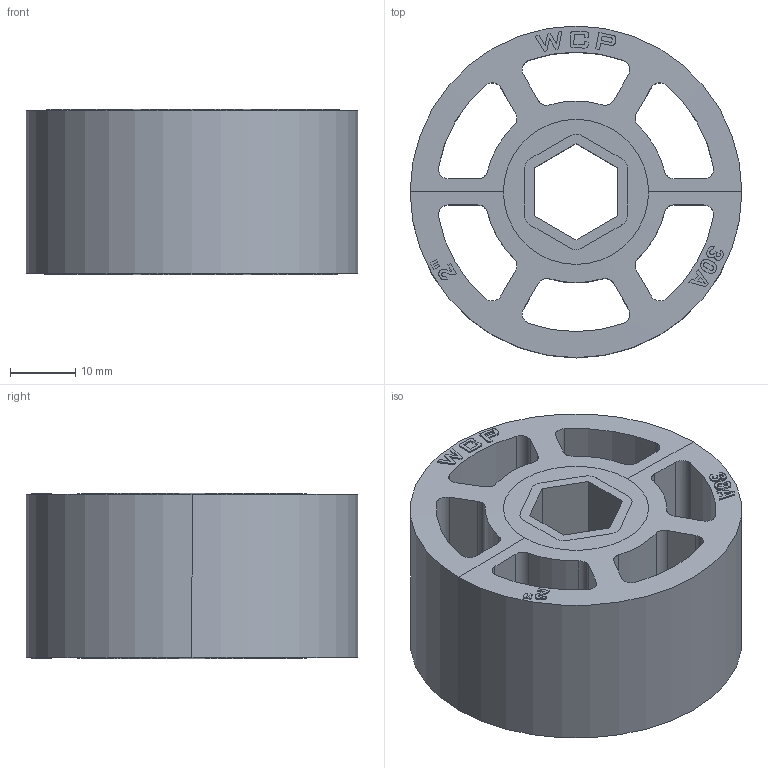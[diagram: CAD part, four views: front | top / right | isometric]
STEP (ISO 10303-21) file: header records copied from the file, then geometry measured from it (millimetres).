
FILE_DESCRIPTION (( 'STEP AP214' ), '1' );
FILE_NAME ('WCP-1296.step', '2025-02-12T21:28:09', ( '' ), ( '' ), 'SwSTEP 2.0', 'SolidWorks 2022', '' );
FILE_SCHEMA (( 'AUTOMOTIVE_DESIGN' ));
Length unit declared in the file: inch
Products named in the file (3): 2.000in x 1.000in Straight Flex Wheel (0.500in Hex) Overmold Rev1_30A; WCP-1296; WCP-1293-001 Rev1
Assembly tree (2 placements, depth 2):
  WCP-1296
    WCP-1293-001 Rev1
    2.000in x 1.000in Straight Flex Wheel (0.500in Hex) Overmold Rev1_30A
Bounding box: 50.8 x 50.8 x 25.4 mm (x, y, z)
Volume: 31379 mm3; surface area: 22290.2 mm2
Topology: 2 solids, 2 shells, 1098 faces, 2748 edges, 1634 vertices
Faces by surface type: bspline 370, plane 322, cylinder 316, torus 64, cone 26
Entity records: 43674 total; most frequent: CARTESIAN_POINT 20891, ORIENTED_EDGE 5496, DIRECTION 3738, EDGE_CURVE 2748, VERTEX_POINT 1634, AXIS2_PLACEMENT_3D 1349, EDGE_LOOP 1142, FACE_OUTER_BOUND 1098
